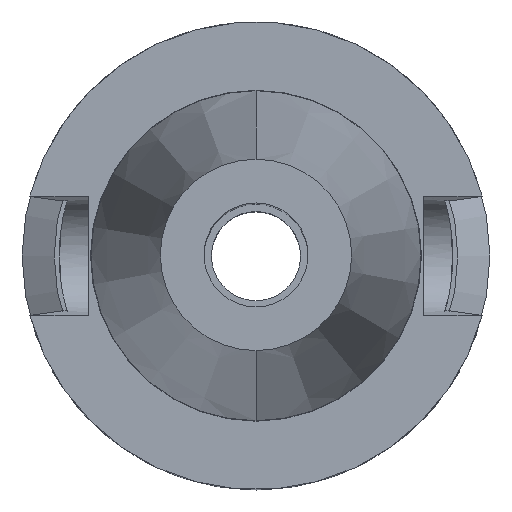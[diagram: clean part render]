
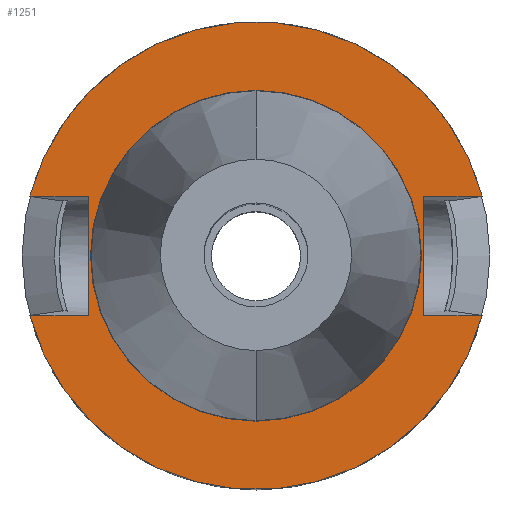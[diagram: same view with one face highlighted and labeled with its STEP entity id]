
A CAD part, top view. The second image highlights one B-rep face of the part: STEP entity #1251.
In plain terms, the highlighted planar face has unit normal (0, 0, 1).
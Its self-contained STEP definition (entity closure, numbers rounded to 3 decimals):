
#195=CARTESIAN_POINT('',(0.,0.,-2.));
#196=DIRECTION('',(0.,0.,1.));
#197=DIRECTION('',(0.967,0.256,0.));
#198=AXIS2_PLACEMENT_3D('',#195,#196,#197);
#210=CARTESIAN_POINT('',(0.,0.,-2.));
#211=DIRECTION('',(0.,0.,1.));
#212=DIRECTION('',(-0.967,-0.256,0.));
#213=AXIS2_PLACEMENT_3D('',#210,#211,#212);
#405=DIRECTION('',(0.,1.,0.));
#406=VECTOR('',#405,16.1);
#407=CARTESIAN_POINT('',(-22.6,-8.05,-2.));
#408=LINE('',#407,#406);
#412=DIRECTION('',(1.,0.,0.));
#413=VECTOR('',#412,7.854);
#414=CARTESIAN_POINT('',(-30.454,8.05,-2.));
#415=LINE('',#414,#413);
#419=DIRECTION('',(-1.,0.,0.));
#420=VECTOR('',#419,7.854);
#421=CARTESIAN_POINT('',(30.454,8.05,-2.));
#422=LINE('',#421,#420);
#426=DIRECTION('',(0.,1.,0.));
#427=VECTOR('',#426,16.1);
#428=CARTESIAN_POINT('',(22.6,-8.05,-2.));
#429=LINE('',#428,#427);
#433=DIRECTION('',(-1.,0.,0.));
#434=VECTOR('',#433,7.854);
#435=CARTESIAN_POINT('',(30.454,-8.05,-2.));
#436=LINE('',#435,#434);
#440=DIRECTION('',(1.,0.,0.));
#441=VECTOR('',#440,7.854);
#442=CARTESIAN_POINT('',(-30.454,-8.05,-2.));
#443=LINE('',#442,#441);
#461=CARTESIAN_POINT('',(0.,0.,-2.));
#462=DIRECTION('',(0.,0.,1.));
#463=DIRECTION('',(0.,1.,0.));
#464=AXIS2_PLACEMENT_3D('',#461,#462,#463);
#469=CARTESIAN_POINT('',(0.,0.,-2.));
#470=DIRECTION('',(0.,0.,-1.));
#471=DIRECTION('',(0.,1.,0.));
#472=AXIS2_PLACEMENT_3D('',#469,#470,#471);
#803=CARTESIAN_POINT('',(0.,22.162,-2.));
#805=VERTEX_POINT('',#803);
#813=CARTESIAN_POINT('',(0.,-22.162,-2.));
#815=VERTEX_POINT('',#813);
#851=CARTESIAN_POINT('',(30.454,8.05,-2.));
#853=VERTEX_POINT('',#851);
#855=CARTESIAN_POINT('',(30.454,-8.05,-2.));
#857=VERTEX_POINT('',#855);
#859=CARTESIAN_POINT('',(22.6,-8.05,-2.));
#860=CARTESIAN_POINT('',(22.6,8.05,-2.));
#861=VERTEX_POINT('',#859);
#862=VERTEX_POINT('',#860);
#871=CARTESIAN_POINT('',(-30.454,8.05,-2.));
#873=VERTEX_POINT('',#871);
#875=CARTESIAN_POINT('',(-30.454,-8.05,-2.));
#877=VERTEX_POINT('',#875);
#879=CARTESIAN_POINT('',(-22.6,-8.05,-2.));
#880=CARTESIAN_POINT('',(-22.6,8.05,-2.));
#881=VERTEX_POINT('',#879);
#882=VERTEX_POINT('',#880);
#1227=CARTESIAN_POINT('',(0.,0.,-2.));
#1228=DIRECTION('',(0.,0.,-1.));
#1229=DIRECTION('',(0.,-1.,0.));
#1230=AXIS2_PLACEMENT_3D('',#1227,#1228,#1229);
#1231=PLANE('',#1230);
#1233=ORIENTED_EDGE('',*,*,#1232,.T.);
#1234=ORIENTED_EDGE('',*,*,#1074,.F.);
#1235=ORIENTED_EDGE('',*,*,#1095,.F.);
#1236=ORIENTED_EDGE('',*,*,#1208,.T.);
#1237=ORIENTED_EDGE('',*,*,#1218,.F.);
#1239=ORIENTED_EDGE('',*,*,#1238,.F.);
#1240=ORIENTED_EDGE('',*,*,#1107,.F.);
#1242=ORIENTED_EDGE('',*,*,#1241,.T.);
#1243=EDGE_LOOP('',(#1233,#1234,#1235,#1236,#1237,#1239,#1240,#1242));
#1244=FACE_OUTER_BOUND('',#1243,.F.);
#1246=ORIENTED_EDGE('',*,*,#1245,.T.);
#1248=ORIENTED_EDGE('',*,*,#1247,.F.);
#1249=EDGE_LOOP('',(#1246,#1248));
#1250=FACE_BOUND('',#1249,.F.);
#199=CIRCLE('',#198,31.5);
#214=CIRCLE('',#213,31.5);
#465=CIRCLE('',#464,22.162);
#473=CIRCLE('',#472,22.162);
#1074=EDGE_CURVE('',#873,#882,#415,.T.);
#1095=EDGE_CURVE('',#853,#873,#199,.T.);
#1107=EDGE_CURVE('',#877,#857,#214,.T.);
#1208=EDGE_CURVE('',#853,#862,#422,.T.);
#1218=EDGE_CURVE('',#861,#862,#429,.T.);
#1232=EDGE_CURVE('',#881,#882,#408,.T.);
#1238=EDGE_CURVE('',#857,#861,#436,.T.);
#1241=EDGE_CURVE('',#877,#881,#443,.T.);
#1245=EDGE_CURVE('',#805,#815,#465,.T.);
#1247=EDGE_CURVE('',#805,#815,#473,.T.);
#1251=ADVANCED_FACE('',(#1244,#1250),#1231,.F.);
